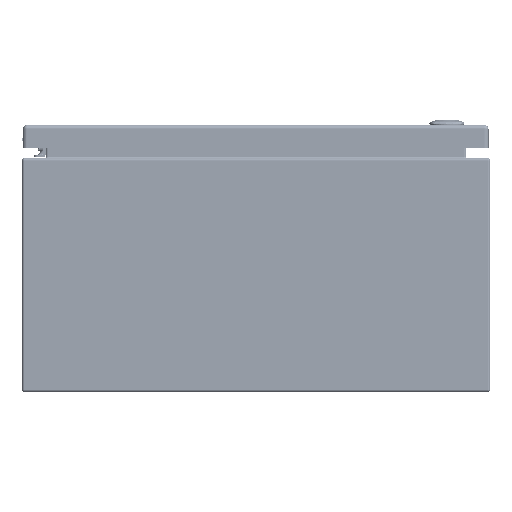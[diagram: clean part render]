
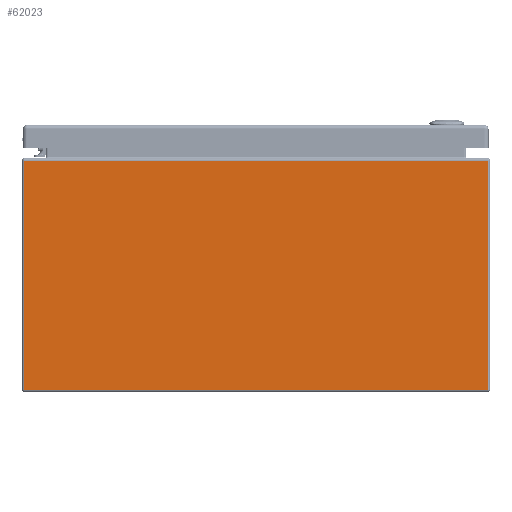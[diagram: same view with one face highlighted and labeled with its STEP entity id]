
A CAD part, front view. The second image highlights one B-rep face of the part: STEP entity #62023.
In plain terms, the highlighted planar face has unit normal (0, -1, 0).
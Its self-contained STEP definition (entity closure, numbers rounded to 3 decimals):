
#7258=LINE('',#83526,#11041);
#7264=LINE('',#83544,#11047);
#7268=LINE('',#83559,#11051);
#7269=LINE('',#83565,#11052);
#11041=VECTOR('',#70969,0.394);
#11047=VECTOR('',#70989,0.394);
#11051=VECTOR('',#71005,0.394);
#11052=VECTOR('',#71014,0.394);
#15608=FACE_OUTER_BOUND('',#19328,.T.);
#19328=EDGE_LOOP('',(#41139,#41140,#41141,#41142));
#24867=VERTEX_POINT('',#83517);
#24870=VERTEX_POINT('',#83524);
#24875=VERTEX_POINT('',#83543);
#24879=VERTEX_POINT('',#83555);
#31210=EDGE_CURVE('',#24870,#24867,#7258,.T.);
#31219=EDGE_CURVE('',#24867,#24875,#7264,.T.);
#31227=EDGE_CURVE('',#24875,#24879,#7268,.T.);
#31230=EDGE_CURVE('',#24870,#24879,#7269,.T.);
#41139=ORIENTED_EDGE('',*,*,#31210,.F.);
#41140=ORIENTED_EDGE('',*,*,#31230,.T.);
#41141=ORIENTED_EDGE('',*,*,#31227,.F.);
#41142=ORIENTED_EDGE('',*,*,#31219,.F.);
#60599=PLANE('',#66587);
#62023=ADVANCED_FACE('',(#15608),#60599,.F.);
#66587=AXIS2_PLACEMENT_3D('',#83564,#71012,#71013);
#70969=DIRECTION('',(0.,0.,1.));
#70989=DIRECTION('',(1.,0.,0.));
#71005=DIRECTION('',(0.,0.,-1.));
#71012=DIRECTION('center_axis',(0.,1.,0.));
#71013=DIRECTION('ref_axis',(0.,0.,1.));
#71014=DIRECTION('',(1.,0.,0.));
#83517=CARTESIAN_POINT('',(-7.916,-10.,7.916));
#83524=CARTESIAN_POINT('',(-7.916,-10.,0.084));
#83526=CARTESIAN_POINT('',(-7.916,-10.,7.916));
#83543=CARTESIAN_POINT('',(7.916,-10.,7.916));
#83544=CARTESIAN_POINT('',(-7.078,-10.,7.916));
#83555=CARTESIAN_POINT('',(7.916,-10.,0.084));
#83559=CARTESIAN_POINT('',(7.916,-10.,7.916));
#83564=CARTESIAN_POINT('Origin',(7.078,-10.,7.916));
#83565=CARTESIAN_POINT('',(0.,-10.,0.084));
